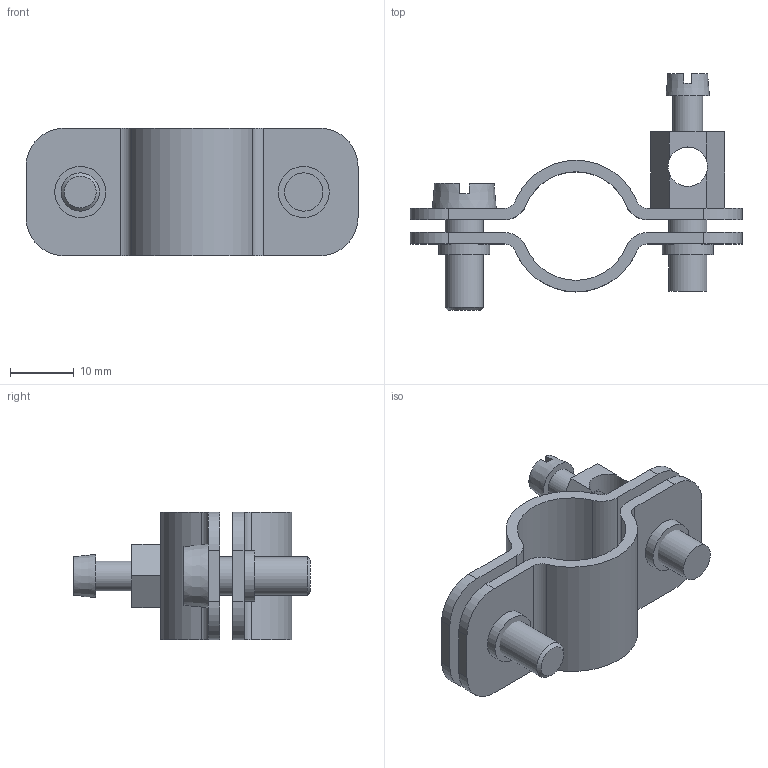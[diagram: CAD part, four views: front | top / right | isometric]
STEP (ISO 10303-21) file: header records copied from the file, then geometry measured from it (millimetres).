
FILE_DESCRIPTION (( 'STEP AP214' ), '1' );
FILE_NAME ('5038057.stp', '2021-08-17T08:58:31', ( '' ), ( '' ), 'SwSTEP 2.0', 'SolidWorks 2020', '' );
FILE_SCHEMA (( 'AUTOMOTIVE_DESIGN' ));
Length unit declared in the file: millimetre
Products named in the file (7): 184472; 0072450; 5038057; 199533; 199532; 199514_M6X16mm; 0070652
Assembly tree (6 placements, depth 3):
  5038057
    199532
    199533
    199514_M6X16mm
    184472
      0072450
      0070652
Bounding box: 52 x 37.1 x 20 mm (x, y, z)
Volume: 5995.5 mm3; surface area: 6926.5 mm2
Topology: 5 solids, 5 shells, 80 faces, 201 edges, 134 vertices
Faces by surface type: plane 43, cylinder 31, torus 3, cone 3
Full cylindrical faces by diameter (mm): 4.2 x1, 4.65 x1, 5 x2, 6 x2, 6.2 x1, 7 x2, 8 x2
Entity records: 3461 total; most frequent: CARTESIAN_POINT 575, DIRECTION 420, ORIENTED_EDGE 360, EDGE_CURVE 180, AXIS2_PLACEMENT_3D 167, VERTEX_POINT 128, EDGE_LOOP 110, FACE_OUTER_BOUND 92
